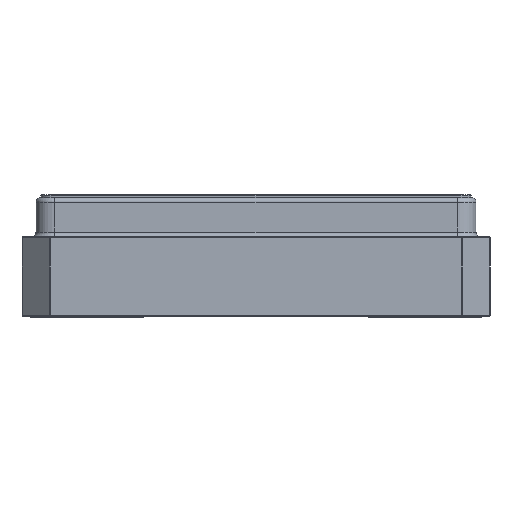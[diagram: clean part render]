
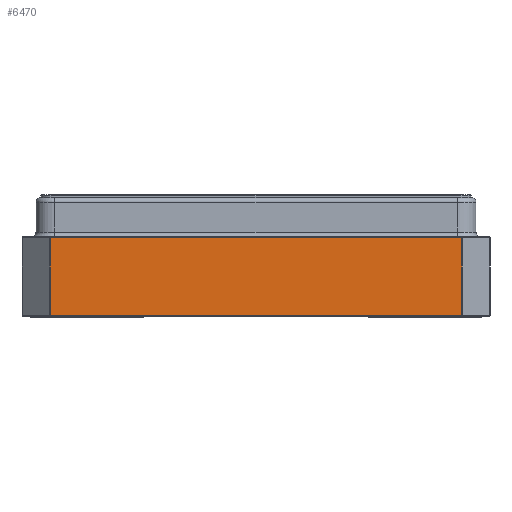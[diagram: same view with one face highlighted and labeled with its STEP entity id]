
A CAD part, front view. The second image highlights one B-rep face of the part: STEP entity #6470.
In plain terms, the highlighted planar face has unit normal (0, -1, 0).
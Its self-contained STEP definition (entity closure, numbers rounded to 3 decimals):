
#423=PLANE('',#6831);
#725=FACE_OUTER_BOUND('',#1116,.T.);
#1116=EDGE_LOOP('',(#5297,#5298,#5299,#5300));
#1622=LINE('',#11127,#2157);
#1653=LINE('',#11216,#2188);
#1654=LINE('',#11220,#2189);
#1655=LINE('',#11221,#2190);
#2157=VECTOR('',#7835,10.);
#2188=VECTOR('',#7932,10.);
#2189=VECTOR('',#7937,10.);
#2190=VECTOR('',#7938,10.);
#2945=VERTEX_POINT('',#11124);
#2946=VERTEX_POINT('',#11126);
#2971=VERTEX_POINT('',#11215);
#2972=VERTEX_POINT('',#11219);
#3723=EDGE_CURVE('',#2945,#2946,#1622,.T.);
#3768=EDGE_CURVE('',#2946,#2971,#1653,.T.);
#3770=EDGE_CURVE('',#2972,#2945,#1654,.T.);
#3771=EDGE_CURVE('',#2971,#2972,#1655,.T.);
#5297=ORIENTED_EDGE('',*,*,#3723,.F.);
#5298=ORIENTED_EDGE('',*,*,#3770,.F.);
#5299=ORIENTED_EDGE('',*,*,#3771,.F.);
#5300=ORIENTED_EDGE('',*,*,#3768,.F.);
#6470=ADVANCED_FACE('',(#725),#423,.T.);
#6831=AXIS2_PLACEMENT_3D('',#11218,#7935,#7936);
#7835=DIRECTION('',(1.,0.,0.));
#7932=DIRECTION('',(0.,0.,-1.));
#7935=DIRECTION('center_axis',(0.,-1.,0.));
#7936=DIRECTION('ref_axis',(1.,0.,0.));
#7937=DIRECTION('',(0.,0.,1.));
#7938=DIRECTION('',(-1.,0.,0.));
#11124=CARTESIAN_POINT('',(-2.196,-1.6,0.85));
#11126=CARTESIAN_POINT('',(2.196,-1.6,0.85));
#11127=CARTESIAN_POINT('',(-1.1,-1.6,0.85));
#11215=CARTESIAN_POINT('',(2.196,-1.6,0.02));
#11216=CARTESIAN_POINT('',(2.196,-1.6,0.01));
#11218=CARTESIAN_POINT('Origin',(-2.2,-1.6,0.01));
#11219=CARTESIAN_POINT('',(-2.196,-1.6,0.02));
#11220=CARTESIAN_POINT('',(-2.196,-1.6,0.01));
#11221=CARTESIAN_POINT('',(-1.1,-1.6,0.02));
